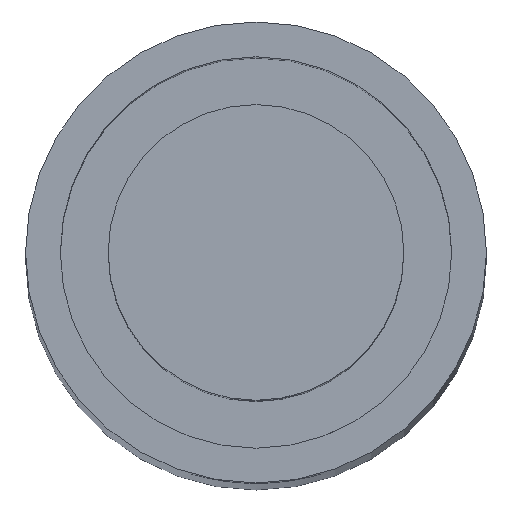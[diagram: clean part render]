
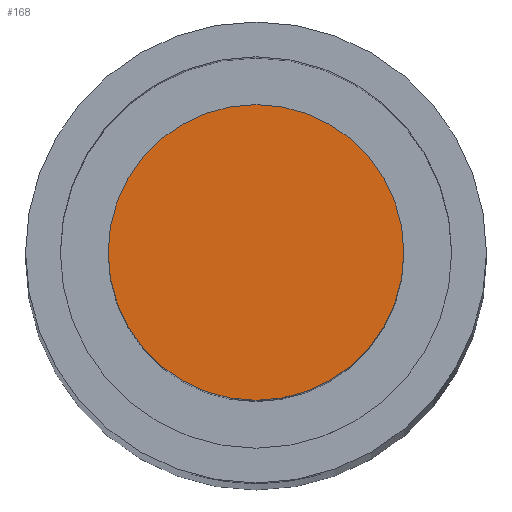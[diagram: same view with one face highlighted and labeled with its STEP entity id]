
A CAD part, top view. The second image highlights one B-rep face of the part: STEP entity #168.
In plain terms, the highlighted planar face has unit normal (0, 0, 1).
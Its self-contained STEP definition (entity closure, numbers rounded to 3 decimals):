
#49=FACE_OUTER_BOUND('',#64,.T.);
#64=EDGE_LOOP('',(#132));
#80=CIRCLE('',#201,8.5);
#91=VERTEX_POINT('',#319);
#107=EDGE_CURVE('',#91,#91,#80,.T.);
#132=ORIENTED_EDGE('',*,*,#107,.F.);
#160=PLANE('',#200);
#168=ADVANCED_FACE('',(#49),#160,.T.);
#200=AXIS2_PLACEMENT_3D('',#318,#236,#237);
#201=AXIS2_PLACEMENT_3D('',#320,#238,#239);
#236=DIRECTION('center_axis',(0.,0.,1.));
#237=DIRECTION('ref_axis',(-1.,0.,0.));
#238=DIRECTION('center_axis',(0.,0.,-1.));
#239=DIRECTION('ref_axis',(-1.,0.,0.));
#318=CARTESIAN_POINT('Origin',(0.,0.,60.));
#319=CARTESIAN_POINT('',(8.5,0.,60.));
#320=CARTESIAN_POINT('Origin',(0.,0.,60.));
